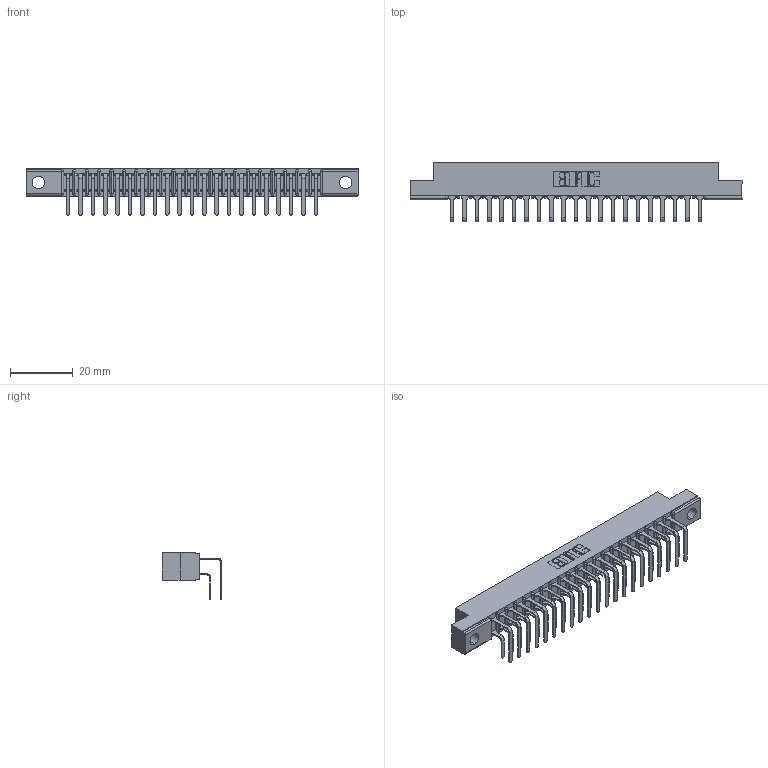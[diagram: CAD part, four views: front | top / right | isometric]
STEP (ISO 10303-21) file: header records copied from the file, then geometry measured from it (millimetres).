
FILE_DESCRIPTION (( 'STEP AP203' ), '1' );
FILE_NAME ('357-021-458-104.STEP', '2020-10-01T06:02:36', ( '' ), ( '' ), 'SwSTEP 2.0', 'SolidWorks 2020', '' );
FILE_SCHEMA (( 'CONFIG_CONTROL_DESIGN' ));
Length unit declared in the file: inch
Products named in the file (4): 307 Part_.156 Dia Mounting Holes; 307-290-001_558 - 2 (Single); 357-021-458-104; 307-290-001_558 559 - 1 (Single)
Assembly tree (43 placements, depth 2):
  357-021-458-104
    307 Part_.156 Dia Mounting Holes
    307-290-001_558 559 - 1 (Single)  x21
    307-290-001_558 - 2 (Single)  x21
Bounding box: 106.22 x 18.96 x 14.81 mm (x, y, z)
Volume: 7028.5 mm3; surface area: 13298.5 mm2
Topology: 43 solids, 43 shells, 2254 faces, 6323 edges, 4098 vertices
Faces by surface type: plane 1470, cylinder 740, sphere 44
Entity records: 23129 total; most frequent: CARTESIAN_POINT 3797, ORIENTED_EDGE 3758, DIRECTION 3719, EDGE_CURVE 1879, VECTOR 1439, LINE 1439, VERTEX_POINT 1218, AXIS2_PLACEMENT_3D 1140
